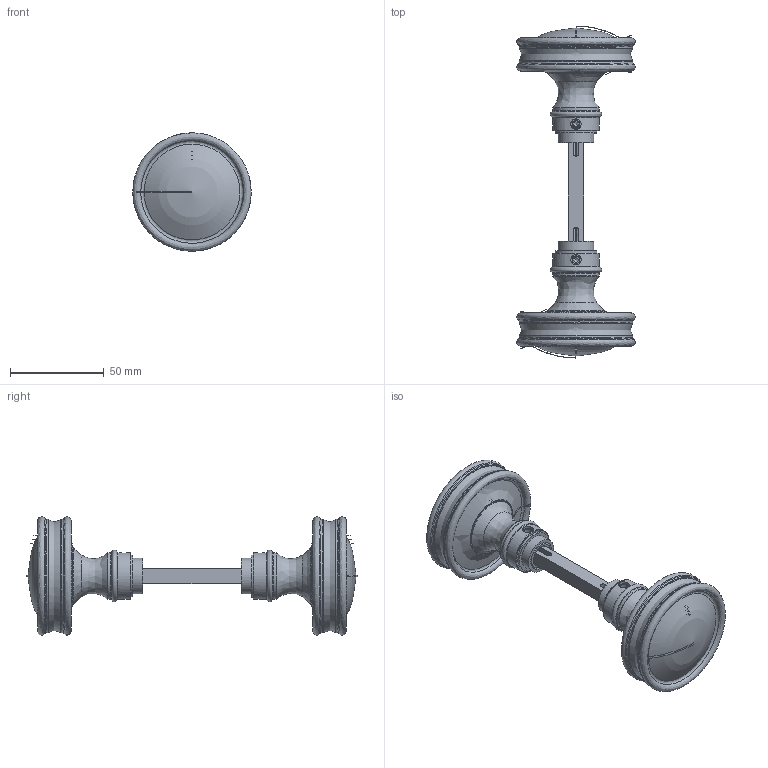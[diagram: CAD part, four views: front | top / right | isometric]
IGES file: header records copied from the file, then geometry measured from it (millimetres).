
Global section: file name: P8060-B; native system: Autodesk Inventor 2018; preprocessor: unknown; author: aprice; date: 20180430.101715; units: millimetre
Bounding box: 62.95 x 176.74 x 62.97 mm (x, y, z)
Volume: 133276.2 mm3; surface area: 40006.9 mm2
Topology: 13 solids, 13 shells, 266 faces, 786 edges, 578 vertices
Faces by surface type: bspline 252, revolution 14
